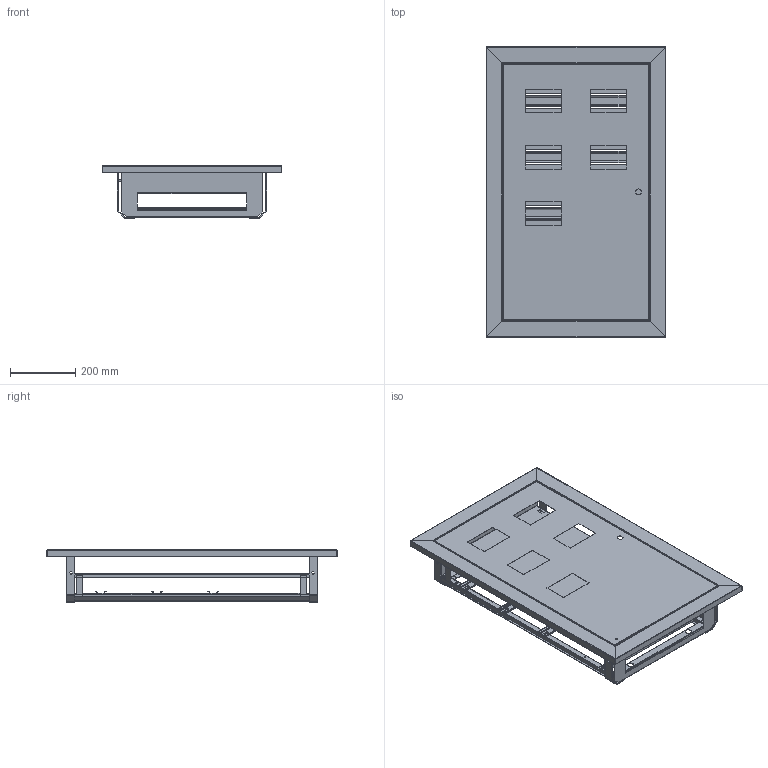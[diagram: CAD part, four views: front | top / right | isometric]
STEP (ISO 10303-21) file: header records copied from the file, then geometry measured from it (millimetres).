
FILE_DESCRIPTION(('STEP AP203'), '1');
FILE_NAME('MKM12-8-2', '', ('UNSPECIFIED'), ('UNSPECIFIED'), 'C3D Converter', 'C3D Toolkit', '');
FILE_SCHEMA(('CONFIG_CONTROL_DESIGN'));
Length unit declared in the file: millimetre
Products named in the file (16): X-2 8 кв; Боковина_Џｮ гｬｮｫзｭЁо; Верх-низ; Полоса_Џｮ гｬｮｫзｭЁо; дин-рейка+318; Уголок_Џｮ гｬｮｫзｭЁо; Верх_Џｮ гｬｮｫзｭЁо; Рейка под шину_Џｮ гｬｮｫзｭЁо; Дверь учетная_Џｮ гｬｮｫзｭЁо; КИВА 049.00.10; КИВА 049.00.10_2
Assembly tree (26 placements, depth 2):
  X-2 8 кв
    Боковина_Џｮ гｬｮｫзｭЁо  x2
    Верх-низ  x2
    Полоса_Џｮ гｬｮｫзｭЁо  x4
    дин-рейка+318  x3
    Уголок_Џｮ гｬｮｫзｭЁо  x2
    Верх_Џｮ гｬｮｫзｭЁо  x2
    Рейка под шину_Џｮ гｬｮｫзｭЁо
    Дверь учетная_Џｮ гｬｮｫзｭЁо
    (unnamed)
    (unnamed)
    КИВА 049.00.10  x2
    КИВА 049.00.10_2  x2
    (unnamed)
    (unnamed)
    (unnamed)
Bounding box: 550 x 888 x 160 mm (x, y, z)
Volume: 1165399.7 mm3; surface area: 2531606.7 mm2
Topology: 22 solids, 22 shells, 812 faces, 1989 edges, 1224 vertices
Faces by surface type: plane 578, cylinder 200, bspline 32, cone 2
Full cylindrical faces by diameter (mm): 3 x12, 6 x19, 6.5 x8, 7 x2
Entity records: 21936 total; most frequent: CARTESIAN_POINT 4152, ORIENTED_EDGE 2516, DIRECTION 2513, EDGE_CURVE 1258, LINE 971, VECTOR 971, VERTEX_POINT 804, AXIS2_PLACEMENT_3D 771
